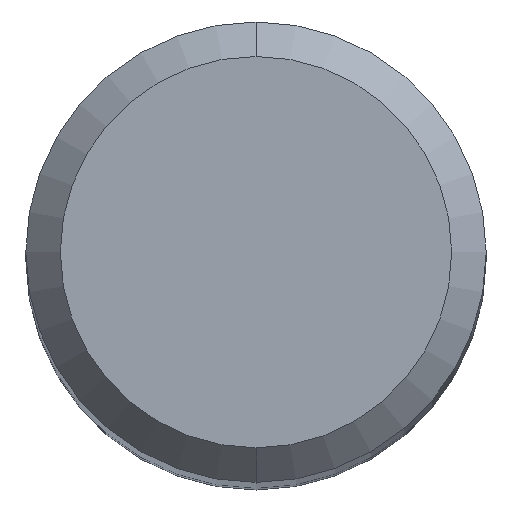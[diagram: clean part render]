
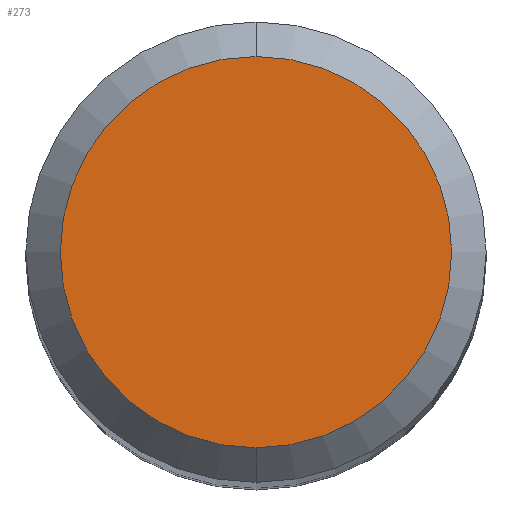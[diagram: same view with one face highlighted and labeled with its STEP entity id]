
A CAD part, top view. The second image highlights one B-rep face of the part: STEP entity #273.
In plain terms, the highlighted planar face has unit normal (0, 0, 1).
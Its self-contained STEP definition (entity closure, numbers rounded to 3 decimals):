
#273=ADVANCED_FACE('',(#574),#575,.T.);
#275=VERTEX_POINT('',#577);
#291=VERTEX_POINT('',#596);
#311=EDGE_CURVE('',#275,#291,#618,.T.);
#427=EDGE_CURVE('',#291,#275,#746,.T.);
#574=FACE_OUTER_BOUND('',#987,.T.);
#575=PLANE('',#988);
#577=CARTESIAN_POINT('',(0.,-1.7,0.0));
#596=CARTESIAN_POINT('',(0.0,1.7,0.0));
#618=CIRCLE('',#1073,1.7);
#746=CIRCLE('',#1359,1.7);
#987=EDGE_LOOP('',(#1511,#1512));
#988=AXIS2_PLACEMENT_3D('',#1513,#1514,#1515);
#1073=AXIS2_PLACEMENT_3D('',#1561,#1562,#1563);
#1359=AXIS2_PLACEMENT_3D('',#1704,#1705,#1706);
#1511=ORIENTED_EDGE('',*,*,#427,.F.);
#1512=ORIENTED_EDGE('',*,*,#311,.F.);
#1513=CARTESIAN_POINT('',(0.0,0.85,0.0));
#1514=DIRECTION('',(-0.0,0.0,1.0));
#1515=DIRECTION('',(0.0,-1.0,0.0));
#1561=CARTESIAN_POINT('',(0.0,0.0,0.0));
#1562=DIRECTION('',(0.0,0.0,-1.0));
#1563=DIRECTION('',(0.0,1.0,0.0));
#1704=CARTESIAN_POINT('',(0.0,0.0,0.0));
#1705=DIRECTION('',(0.0,0.0,-1.0));
#1706=DIRECTION('',(0.0,1.0,0.0));
